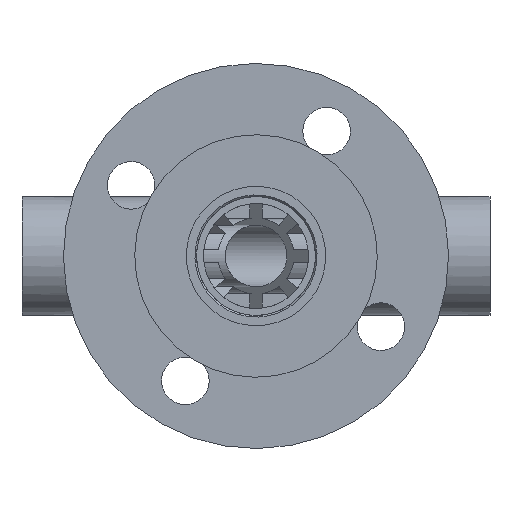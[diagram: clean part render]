
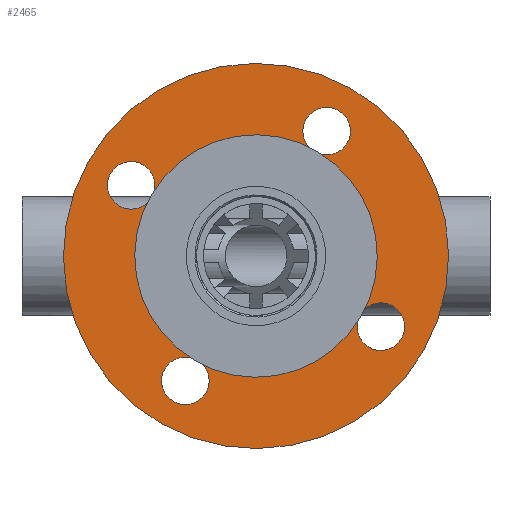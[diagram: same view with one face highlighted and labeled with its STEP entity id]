
A CAD part, front view. The second image highlights one B-rep face of the part: STEP entity #2465.
In plain terms, the highlighted planar face has unit normal (0, -1, 0).
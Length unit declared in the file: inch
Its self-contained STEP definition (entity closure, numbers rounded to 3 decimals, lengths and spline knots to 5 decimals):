
#54 = DIRECTION ( 'NONE',  ( 0.87, 0., -0.492 ) ) ;
#68 = CARTESIAN_POINT ( 'NONE',  ( 3.40639, 1.63998, -0.09224 ) ) ;
#77 = EDGE_CURVE ( 'NONE', #3562, #603, #3059, .T. ) ;
#83 = DIRECTION ( 'NONE',  ( 0., 1., 0. ) ) ;
#86 = CARTESIAN_POINT ( 'NONE',  ( 5.47376, 1.63998, -1.26126 ) ) ;
#214 = AXIS2_PLACEMENT_3D ( 'NONE', #2176, #2166, #2144 ) ;
#259 = DIRECTION ( 'NONE',  ( -0.87, 0., 0.492 ) ) ;
#273 = AXIS2_PLACEMENT_3D ( 'NONE', #1369, #1459, #1504 ) ;
#283 = DIRECTION ( 'NONE',  ( 0., 1., 0. ) ) ;
#390 = AXIS2_PLACEMENT_3D ( 'NONE', #2553, #769, #2594 ) ;
#530 = CIRCLE ( 'NONE', #1868, 1.53543 ) ;
#554 = EDGE_CURVE ( 'NONE', #1089, #2824, #1894, .T. ) ;
#603 = VERTEX_POINT ( 'NONE', #2396 ) ;
#630 = EDGE_CURVE ( 'NONE', #1605, #2284, #1838, .T. ) ;
#657 = ORIENTED_EDGE ( 'NONE', *, *, #77, .T. ) ;
#697 = CIRCLE ( 'NONE', #1411, 0.3937 ) ;
#769 = DIRECTION ( 'NONE',  ( 0., -1., 0. ) ) ;
#817 = FACE_BOUND ( 'NONE', #3491, .T. ) ;
#827 = EDGE_CURVE ( 'NONE', #1396, #2980, #1292, .T. ) ;
#885 = ORIENTED_EDGE ( 'NONE', *, *, #2326, .T. ) ;
#901 = FACE_BOUND ( 'NONE', #1809, .T. ) ;
#937 = CARTESIAN_POINT ( 'NONE',  ( 4.74294, 1.63998, -0.84801 ) ) ;
#993 = FACE_BOUND ( 'NONE', #2861, .T. ) ;
#1027 = AXIS2_PLACEMENT_3D ( 'NONE', #2536, #2533, #2528 ) ;
#1089 = VERTEX_POINT ( 'NONE', #3748 ) ;
#1099 = EDGE_CURVE ( 'NONE', #3036, #1138, #2816, .T. ) ;
#1113 = DIRECTION ( 'NONE',  ( 0.87, 0., -0.492 ) ) ;
#1121 = ORIENTED_EDGE ( 'NONE', *, *, #2223, .T. ) ;
#1132 = DIRECTION ( 'NONE',  ( 0., 1., 0. ) ) ;
#1135 = CIRCLE ( 'NONE', #2032, 0.3937 ) ;
#1138 = VERTEX_POINT ( 'NONE', #3511 ) ;
#1147 = CARTESIAN_POINT ( 'NONE',  ( 4.57541, 1.63998, 1.97513 ) ) ;
#1184 = ORIENTED_EDGE ( 'NONE', *, *, #3023, .T. ) ;
#1259 = FACE_BOUND ( 'NONE', #3026, .T. ) ;
#1292 = CIRCLE ( 'NONE', #2624, 0.3937 ) ;
#1359 = EDGE_LOOP ( 'NONE', ( #657, #1121 ) ) ;
#1361 = EDGE_CURVE ( 'NONE', #3039, #2779, #697, .T. ) ;
#1369 = CARTESIAN_POINT ( 'NONE',  ( 2.23738, 1.63998, -2.15962 ) ) ;
#1382 = DIRECTION ( 'NONE',  ( 0., 1., 0. ) ) ;
#1388 = FACE_OUTER_BOUND ( 'NONE', #1645, .T. ) ;
#1396 = VERTEX_POINT ( 'NONE', #2906 ) ;
#1411 = AXIS2_PLACEMENT_3D ( 'NONE', #2943, #2932, #2931 ) ;
#1423 = DIRECTION ( 'NONE',  ( 0.87, 0., -0.492 ) ) ;
#1438 = CARTESIAN_POINT ( 'NONE',  ( 5.47376, 1.63998, -1.26126 ) ) ;
#1453 = DIRECTION ( 'NONE',  ( 0.87, 0., -0.492 ) ) ;
#1459 = DIRECTION ( 'NONE',  ( 0., 1., 0. ) ) ;
#1504 = DIRECTION ( 'NONE',  ( 0.87, 0., -0.492 ) ) ;
#1507 = DIRECTION ( 'NONE',  ( 0., 1., 0. ) ) ;
#1518 = CARTESIAN_POINT ( 'NONE',  ( 1.33902, 1.63998, 1.07677 ) ) ;
#1553 = DIRECTION ( 'NONE',  ( 0., 1., 0. ) ) ;
#1563 = CARTESIAN_POINT ( 'NONE',  ( 4.57541, 1.63998, 1.97513 ) ) ;
#1585 = ORIENTED_EDGE ( 'NONE', *, *, #1099, .T. ) ;
#1588 = CARTESIAN_POINT ( 'NONE',  ( 0.99631, 1.63998, 1.27056 ) ) ;
#1605 = VERTEX_POINT ( 'NONE', #3682 ) ;
#1622 = CIRCLE ( 'NONE', #3088, 0.3937 ) ;
#1639 = CARTESIAN_POINT ( 'NONE',  ( 1.89467, 1.63998, -1.96583 ) ) ;
#1645 = EDGE_LOOP ( 'NONE', ( #3366, #1659 ) ) ;
#1659 = ORIENTED_EDGE ( 'NONE', *, *, #3183, .T. ) ;
#1686 = AXIS2_PLACEMENT_3D ( 'NONE', #3607, #3596, #3591 ) ;
#1797 = ORIENTED_EDGE ( 'NONE', *, *, #2169, .T. ) ;
#1809 = EDGE_LOOP ( 'NONE', ( #885, #1585 ) ) ;
#1838 = CIRCLE ( 'NONE', #214, 3.18898 ) ;
#1868 = AXIS2_PLACEMENT_3D ( 'NONE', #68, #283, #259 ) ;
#1874 = ORIENTED_EDGE ( 'NONE', *, *, #3028, .T. ) ;
#1879 = CARTESIAN_POINT ( 'NONE',  ( 4.91811, 1.63998, 1.78134 ) ) ;
#1889 = CARTESIAN_POINT ( 'NONE',  ( 6.18231, 1.63998, -1.66191 ) ) ;
#1894 = CIRCLE ( 'NONE', #1027, 1.53543 ) ;
#1909 = ORIENTED_EDGE ( 'NONE', *, *, #827, .T. ) ;
#1973 = ORIENTED_EDGE ( 'NONE', *, *, #1361, .T. ) ;
#1979 = CIRCLE ( 'NONE', #273, 0.3937 ) ;
#2032 = AXIS2_PLACEMENT_3D ( 'NONE', #1563, #1553, #1453 ) ;
#2144 = DIRECTION ( 'NONE',  ( -0.87, 0., 0.492 ) ) ;
#2166 = DIRECTION ( 'NONE',  ( 0., -1., 0. ) ) ;
#2169 = EDGE_CURVE ( 'NONE', #2824, #1089, #530, .T. ) ;
#2176 = CARTESIAN_POINT ( 'NONE',  ( 3.40639, 1.63998, -0.09224 ) ) ;
#2223 = EDGE_CURVE ( 'NONE', #603, #3562, #3638, .T. ) ;
#2284 = VERTEX_POINT ( 'NONE', #1889 ) ;
#2326 = EDGE_CURVE ( 'NONE', #1138, #3036, #1979, .T. ) ;
#2396 = CARTESIAN_POINT ( 'NONE',  ( 5.13106, 1.63998, -1.06747 ) ) ;
#2415 = PLANE ( 'NONE',  #390 ) ;
#2465 = ADVANCED_FACE ( 'NONE', ( #993, #1388, #1259, #3744, #901, #817 ), #2415, .T. ) ;
#2528 = DIRECTION ( 'NONE',  ( -0.87, 0., 0.492 ) ) ;
#2533 = DIRECTION ( 'NONE',  ( 0., 1., 0. ) ) ;
#2536 = CARTESIAN_POINT ( 'NONE',  ( 3.40639, 1.63998, -0.09224 ) ) ;
#2553 = CARTESIAN_POINT ( 'NONE',  ( 3.40639, 1.63998, -0.09224 ) ) ;
#2594 = DIRECTION ( 'NONE',  ( 0.87, 0., -0.492 ) ) ;
#2624 = AXIS2_PLACEMENT_3D ( 'NONE', #1147, #1132, #1113 ) ;
#2639 = DIRECTION ( 'NONE',  ( 0.87, 0., -0.492 ) ) ;
#2721 = CARTESIAN_POINT ( 'NONE',  ( 5.81647, 1.63998, -1.45504 ) ) ;
#2761 = ORIENTED_EDGE ( 'NONE', *, *, #554, .T. ) ;
#2779 = VERTEX_POINT ( 'NONE', #2921 ) ;
#2816 = CIRCLE ( 'NONE', #1686, 0.3937 ) ;
#2824 = VERTEX_POINT ( 'NONE', #937 ) ;
#2861 = EDGE_LOOP ( 'NONE', ( #2761, #1797 ) ) ;
#2906 = CARTESIAN_POINT ( 'NONE',  ( 4.2327, 1.63998, 2.16892 ) ) ;
#2921 = CARTESIAN_POINT ( 'NONE',  ( 1.68172, 1.63998, 0.88299 ) ) ;
#2931 = DIRECTION ( 'NONE',  ( 0.87, 0., -0.492 ) ) ;
#2932 = DIRECTION ( 'NONE',  ( 0., 1., 0. ) ) ;
#2943 = CARTESIAN_POINT ( 'NONE',  ( 1.33902, 1.63998, 1.07677 ) ) ;
#2980 = VERTEX_POINT ( 'NONE', #1879 ) ;
#2998 = AXIS2_PLACEMENT_3D ( 'NONE', #1438, #1382, #1423 ) ;
#3023 = EDGE_CURVE ( 'NONE', #2980, #1396, #1135, .T. ) ;
#3026 = EDGE_LOOP ( 'NONE', ( #1184, #1909 ) ) ;
#3028 = EDGE_CURVE ( 'NONE', #2779, #3039, #1622, .T. ) ;
#3036 = VERTEX_POINT ( 'NONE', #1639 ) ;
#3039 = VERTEX_POINT ( 'NONE', #1588 ) ;
#3059 = CIRCLE ( 'NONE', #2998, 0.3937 ) ;
#3088 = AXIS2_PLACEMENT_3D ( 'NONE', #1518, #1507, #2639 ) ;
#3183 = EDGE_CURVE ( 'NONE', #2284, #1605, #3197, .T. ) ;
#3197 = CIRCLE ( 'NONE', #3422, 3.18898 ) ;
#3366 = ORIENTED_EDGE ( 'NONE', *, *, #630, .T. ) ;
#3422 = AXIS2_PLACEMENT_3D ( 'NONE', #3750, #3747, #3743 ) ;
#3491 = EDGE_LOOP ( 'NONE', ( #1874, #1973 ) ) ;
#3511 = CARTESIAN_POINT ( 'NONE',  ( 2.58008, 1.63998, -2.3534 ) ) ;
#3562 = VERTEX_POINT ( 'NONE', #2721 ) ;
#3591 = DIRECTION ( 'NONE',  ( 0.87, 0., -0.492 ) ) ;
#3596 = DIRECTION ( 'NONE',  ( 0., 1., 0. ) ) ;
#3607 = CARTESIAN_POINT ( 'NONE',  ( 2.23738, 1.63998, -2.15962 ) ) ;
#3638 = CIRCLE ( 'NONE', #3688, 0.3937 ) ;
#3682 = CARTESIAN_POINT ( 'NONE',  ( 0.63047, 1.63998, 1.47742 ) ) ;
#3688 = AXIS2_PLACEMENT_3D ( 'NONE', #86, #83, #54 ) ;
#3743 = DIRECTION ( 'NONE',  ( -0.87, 0., 0.492 ) ) ;
#3744 = FACE_BOUND ( 'NONE', #1359, .T. ) ;
#3747 = DIRECTION ( 'NONE',  ( 0., -1., 0. ) ) ;
#3748 = CARTESIAN_POINT ( 'NONE',  ( 2.06984, 1.63998, 0.66352 ) ) ;
#3750 = CARTESIAN_POINT ( 'NONE',  ( 3.40639, 1.63998, -0.09224 ) ) ;
